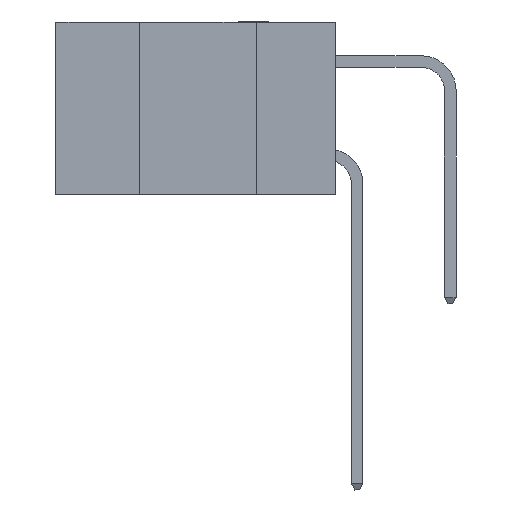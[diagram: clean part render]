
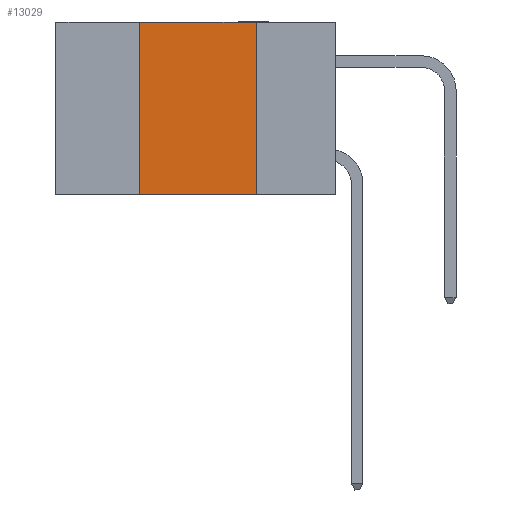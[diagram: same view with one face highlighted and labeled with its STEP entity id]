
A CAD part, left-side view. The second image highlights one B-rep face of the part: STEP entity #13029.
In plain terms, the highlighted planar face has unit normal (-1, 0, 0).
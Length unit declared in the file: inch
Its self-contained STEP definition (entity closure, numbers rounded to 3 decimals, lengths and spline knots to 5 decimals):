
#41 = FACE_OUTER_BOUND ( 'NONE', #21926, .T. ) ;
#1378 = VERTEX_POINT ( 'NONE', #4650 ) ;
#1897 = DIRECTION ( 'NONE',  ( 0., 0., -1. ) ) ;
#3823 = PLANE ( 'NONE',  #16860 ) ;
#4468 = CARTESIAN_POINT ( 'NONE',  ( 0., 0.42, 0. ) ) ;
#4650 = CARTESIAN_POINT ( 'NONE',  ( 0., 0.17, -0.37 ) ) ;
#4652 = CARTESIAN_POINT ( 'NONE',  ( 0., 0.42, -0.37 ) ) ;
#4821 = DIRECTION ( 'NONE',  ( 0., -1., 0. ) ) ;
#7909 = EDGE_CURVE ( 'NONE', #10794, #11165, #10310, .T. ) ;
#8402 = LINE ( 'NONE', #4468, #12957 ) ;
#8987 = CARTESIAN_POINT ( 'NONE',  ( 0., 0.6, 0. ) ) ;
#9364 = DIRECTION ( 'NONE',  ( 1., 0., 0. ) ) ;
#9693 = CARTESIAN_POINT ( 'NONE',  ( 0., 0.42, 0. ) ) ;
#10310 = LINE ( 'NONE', #8987, #13421 ) ;
#10794 = VERTEX_POINT ( 'NONE', #9693 ) ;
#10969 = DIRECTION ( 'NONE',  ( 0., -1., 0. ) ) ;
#11150 = EDGE_CURVE ( 'NONE', #12651, #1378, #22005, .T. ) ;
#11165 = VERTEX_POINT ( 'NONE', #21727 ) ;
#12651 = VERTEX_POINT ( 'NONE', #4652 ) ;
#12957 = VECTOR ( 'NONE', #13549, 39.37008 ) ;
#13029 = ADVANCED_FACE ( 'NONE', ( #41 ), #3823, .F. ) ;
#13107 = VECTOR ( 'NONE', #16020, 39.37008 ) ;
#13421 = VECTOR ( 'NONE', #10969, 39.37008 ) ;
#13549 = DIRECTION ( 'NONE',  ( 0., 0., 1. ) ) ;
#16020 = DIRECTION ( 'NONE',  ( 0., 0., -1. ) ) ;
#16860 = AXIS2_PLACEMENT_3D ( 'NONE', #21959, #9364, #1897 ) ;
#17854 = ORIENTED_EDGE ( 'NONE', *, *, #22235, .F. ) ;
#19489 = ORIENTED_EDGE ( 'NONE', *, *, #7909, .F. ) ;
#19547 = ORIENTED_EDGE ( 'NONE', *, *, #21571, .F. ) ;
#19851 = ORIENTED_EDGE ( 'NONE', *, *, #11150, .T. ) ;
#21266 = CARTESIAN_POINT ( 'NONE',  ( 0., 0.6, -0.37 ) ) ;
#21352 = CARTESIAN_POINT ( 'NONE',  ( 0., 0.17, 0. ) ) ;
#21571 = EDGE_CURVE ( 'NONE', #11165, #1378, #22742, .T. ) ;
#21727 = CARTESIAN_POINT ( 'NONE',  ( 0., 0.17, 0. ) ) ;
#21926 = EDGE_LOOP ( 'NONE', ( #19547, #19489, #17854, #19851 ) ) ;
#21959 = CARTESIAN_POINT ( 'NONE',  ( 0., 0.6, 0. ) ) ;
#22005 = LINE ( 'NONE', #21266, #22297 ) ;
#22235 = EDGE_CURVE ( 'NONE', #12651, #10794, #8402, .T. ) ;
#22297 = VECTOR ( 'NONE', #4821, 39.37008 ) ;
#22742 = LINE ( 'NONE', #21352, #13107 ) ;
